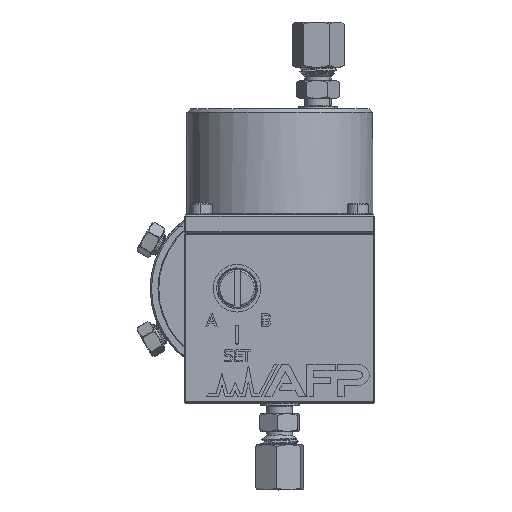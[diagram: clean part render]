
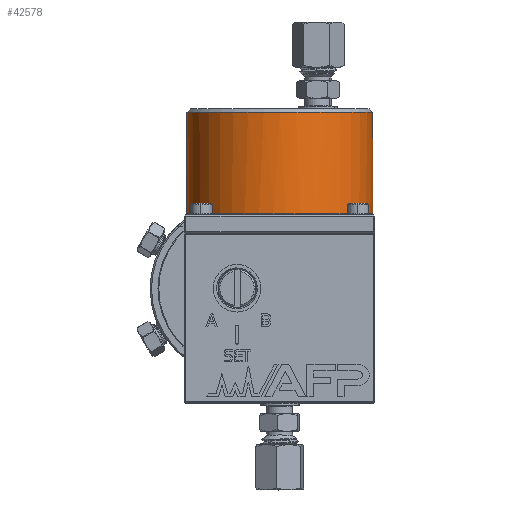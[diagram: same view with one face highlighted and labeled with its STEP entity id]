
A CAD part, top view. The second image highlights one B-rep face of the part: STEP entity #42578.
In plain terms, the highlighted cylindrical face has radius 19.558 mm (diameter 39.116 mm), a partial arc.
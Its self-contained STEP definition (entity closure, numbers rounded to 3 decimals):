
#706 = CIRCLE ( 'NONE', #8182, 19.558 ) ;
#1266 = DIRECTION ( 'NONE',  ( 0., 1., 0. ) ) ;
#2005 = ORIENTED_EDGE ( 'NONE', *, *, #32580, .F. ) ;
#2197 = FACE_OUTER_BOUND ( 'NONE', #87661, .T. ) ;
#2588 = CIRCLE ( 'NONE', #92150, 19.558 ) ;
#4567 = DIRECTION ( 'NONE',  ( -1., 0., 0. ) ) ;
#8182 = AXIS2_PLACEMENT_3D ( 'NONE', #64500, #85974, #14938 ) ;
#11795 = EDGE_CURVE ( 'NONE', #23065, #58796, #45656, .T. ) ;
#14174 = VERTEX_POINT ( 'NONE', #51582 ) ;
#14938 = DIRECTION ( 'NONE',  ( -1., 0., 0. ) ) ;
#17092 = CYLINDRICAL_SURFACE ( 'NONE', #79128, 19.558 ) ;
#19712 = ORIENTED_EDGE ( 'NONE', *, *, #83212, .T. ) ;
#20987 = ORIENTED_EDGE ( 'NONE', *, *, #92357, .T. ) ;
#21500 = DIRECTION ( 'NONE',  ( 0., 1., 0. ) ) ;
#22156 = CARTESIAN_POINT ( 'NONE',  ( 28.558, 15.688, 0.404 ) ) ;
#23065 = VERTEX_POINT ( 'NONE', #51478 ) ;
#23436 = CARTESIAN_POINT ( 'NONE',  ( -10.558, 15.688, 0.404 ) ) ;
#26238 = AXIS2_PLACEMENT_3D ( 'NONE', #38672, #67207, #4567 ) ;
#30575 = CARTESIAN_POINT ( 'NONE',  ( 28.558, 37.027, 0. ) ) ;
#31101 = CARTESIAN_POINT ( 'NONE',  ( 28.558, 12.683, 0. ) ) ;
#31112 = CARTESIAN_POINT ( 'NONE',  ( 9., 12.683, 0. ) ) ;
#31615 = CARTESIAN_POINT ( 'NONE',  ( 7.788, 15.691, 19.52 ) ) ;
#32063 = CARTESIAN_POINT ( 'NONE',  ( 10.212, 15.691, 19.52 ) ) ;
#32389 = VECTOR ( 'NONE', #21500, 1000. ) ;
#32580 = EDGE_CURVE ( 'NONE', #89956, #88441, #78070, .T. ) ;
#36900 = CARTESIAN_POINT ( 'NONE',  ( -10.558, 12.683, 0. ) ) ;
#37103 = CARTESIAN_POINT ( 'NONE',  ( 28.52, 15.691, 1.212 ) ) ;
#38289 = EDGE_CURVE ( 'NONE', #58796, #78427, #89087, .T. ) ;
#38672 = CARTESIAN_POINT ( 'NONE',  ( 9., 15.691, 0. ) ) ;
#39722 = ORIENTED_EDGE ( 'NONE', *, *, #90693, .T. ) ;
#42578 = ADVANCED_FACE ( 'Defeatured_1_151', ( #2197 ), #17092, .T. ) ;
#43100 = CARTESIAN_POINT ( 'NONE',  ( -10.52, 15.691, 1.212 ) ) ;
#43334 = DIRECTION ( 'NONE',  ( -1., 0., 0. ) ) ;
#44206 = CARTESIAN_POINT ( 'NONE',  ( -10.558, 37.027, 0. ) ) ;
#44572 = CARTESIAN_POINT ( 'NONE',  ( 28.558, 15.688, 0. ) ) ;
#44966 = CARTESIAN_POINT ( 'NONE',  ( -10.558, 15.688, 0. ) ) ;
#45656 = CIRCLE ( 'NONE', #26238, 19.558 ) ;
#47243 = ORIENTED_EDGE ( 'NONE', *, *, #50922, .T. ) ;
#49977 = ORIENTED_EDGE ( 'NONE', *, *, #11795, .T. ) ;
#50922 = EDGE_CURVE ( 'NONE', #14174, #79903, #2588, .T. ) ;
#51478 = CARTESIAN_POINT ( 'NONE',  ( 10.212, 15.691, 19.52 ) ) ;
#51582 = CARTESIAN_POINT ( 'NONE',  ( -10.52, 15.691, 1.212 ) ) ;
#51766 = CARTESIAN_POINT ( 'NONE',  ( 8.596, 15.688, 19.558 ) ) ;
#53099 = LINE ( 'NONE', #31101, #58326 ) ;
#57344 = CARTESIAN_POINT ( 'NONE',  ( 9., 15.691, 0. ) ) ;
#57681 = CARTESIAN_POINT ( 'NONE',  ( 28.545, 15.691, 0.809 ) ) ;
#58299 = VERTEX_POINT ( 'NONE', #30575 ) ;
#58326 = VECTOR ( 'NONE', #59643, 1000. ) ;
#58796 = VERTEX_POINT ( 'NONE', #64544 ) ;
#59194 = DIRECTION ( 'NONE',  ( 0., 1., 0. ) ) ;
#59643 = DIRECTION ( 'NONE',  ( 0., 1., 0. ) ) ;
#60144 = CARTESIAN_POINT ( 'NONE',  ( 9.405, 15.688, 19.558 ) ) ;
#64500 = CARTESIAN_POINT ( 'NONE',  ( 9., 37.027, 0. ) ) ;
#64544 = CARTESIAN_POINT ( 'NONE',  ( 28.52, 15.691, 1.212 ) ) ;
#67207 = DIRECTION ( 'NONE',  ( 0., 1., 0. ) ) ;
#67831 = ORIENTED_EDGE ( 'NONE', *, *, #75904, .T. ) ;
#72171 = CARTESIAN_POINT ( 'NONE',  ( 28.558, 15.688, 0. ) ) ;
#73230 = CARTESIAN_POINT ( 'NONE',  ( 9.809, 15.691, 19.545 ) ) ;
#75904 = EDGE_CURVE ( 'NONE', #89956, #14174, #86222, .T. ) ;
#78070 = LINE ( 'NONE', #36900, #32389 ) ;
#78427 = VERTEX_POINT ( 'NONE', #44572 ) ;
#78536 = B_SPLINE_CURVE_WITH_KNOTS ( 'NONE', 3,
 ( #31615, #87710, #51766, #60144, #73230, #32063 ),
 .UNSPECIFIED., .F., .F.,
 ( 4, 2, 4 ),
 ( 0., 0.001, 0.002 ),
 .UNSPECIFIED. ) ;
#79128 = AXIS2_PLACEMENT_3D ( 'NONE', #31112, #59194, #87688 ) ;
#79903 = VERTEX_POINT ( 'NONE', #91575 ) ;
#80445 = CARTESIAN_POINT ( 'NONE',  ( -10.545, 15.691, 0.808 ) ) ;
#81953 = CARTESIAN_POINT ( 'NONE',  ( -10.558, 15.688, 0. ) ) ;
#83212 = EDGE_CURVE ( 'NONE', #78427, #58299, #53099, .T. ) ;
#84186 = ORIENTED_EDGE ( 'NONE', *, *, #38289, .T. ) ;
#85974 = DIRECTION ( 'NONE',  ( 0., -1., 0. ) ) ;
#86222 = B_SPLINE_CURVE_WITH_KNOTS ( 'NONE', 3,
 ( #44966, #23436, #80445, #43100 ),
 .UNSPECIFIED., .F., .F.,
 ( 4, 4 ),
 ( 0.001, 0.002 ),
 .UNSPECIFIED. ) ;
#87661 = EDGE_LOOP ( 'NONE', ( #84186, #19712, #39722, #2005, #67831, #47243, #20987, #49977 ) ) ;
#87688 = DIRECTION ( 'NONE',  ( -1., 0., 0. ) ) ;
#87710 = CARTESIAN_POINT ( 'NONE',  ( 8.191, 15.691, 19.545 ) ) ;
#88441 = VERTEX_POINT ( 'NONE', #44206 ) ;
#89087 = B_SPLINE_CURVE_WITH_KNOTS ( 'NONE', 3,
 ( #37103, #57681, #22156, #72171 ),
 .UNSPECIFIED., .F., .F.,
 ( 4, 4 ),
 ( 0., 0.001 ),
 .UNSPECIFIED. ) ;
#89956 = VERTEX_POINT ( 'NONE', #81953 ) ;
#90693 = EDGE_CURVE ( 'NONE', #58299, #88441, #706, .T. ) ;
#91575 = CARTESIAN_POINT ( 'NONE',  ( 7.788, 15.691, 19.52 ) ) ;
#92150 = AXIS2_PLACEMENT_3D ( 'NONE', #57344, #1266, #43334 ) ;
#92357 = EDGE_CURVE ( 'NONE', #79903, #23065, #78536, .T. ) ;
